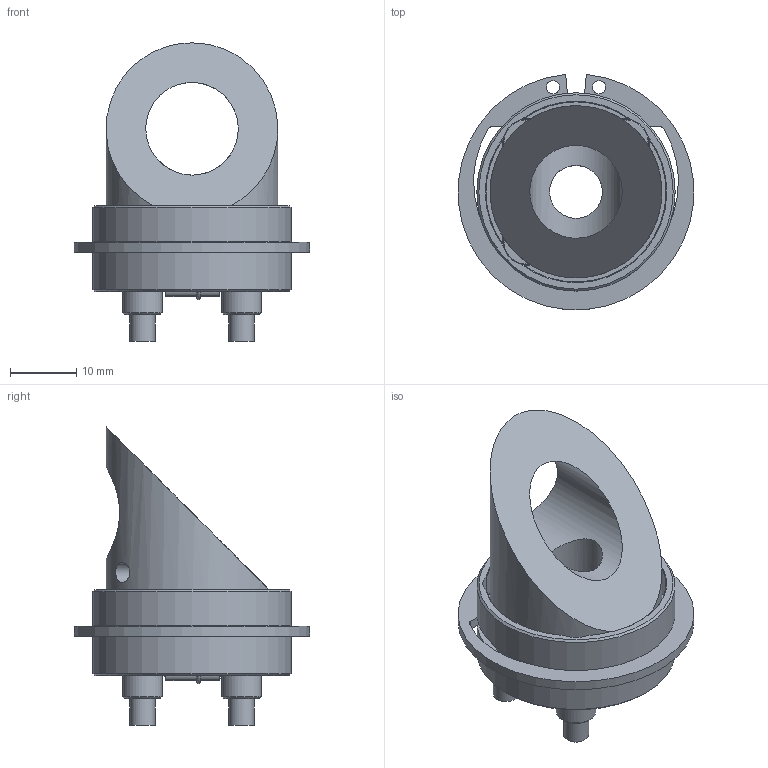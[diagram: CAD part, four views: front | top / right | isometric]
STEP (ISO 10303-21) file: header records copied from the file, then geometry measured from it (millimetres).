
FILE_DESCRIPTION(/* description */ (''),/* implementation_level */ '2;1');
FILE_NAME(/* name */ 'Adjustable_Mirror_Insert_30.stp',/* time_stamp */ '2018-08-27T10:07:41+02:00',/* author */ ('voigt'),/* organization */ (''),/* preprocessor_version */ 'ST-DEVELOPER v16.1',/* originating_system */ 'Autodesk Inventor 2016',/* authorisation */ '');
FILE_SCHEMA (('AUTOMOTIVE_DESIGN { 1 0 10303 214 3 1 1 }'));
Length unit declared in the file: millimetre
Products named in the file (21): 00015009; 00015009_1; 00026581; 00012396; 00026976; KUGEL D3; BUCHSEX0,15; 00026649; 00023611; 00015009_2; KUGEL D3_1; BUCHSEX0,15_1; 00026649_1; 00015009_3; 00023611_1; KUGEL D3_2; BUCHSEX0,15_2; 00026649_2; 00026981; BAUGRUPPE; Adjustable_Mirror_Insert_30
Assembly tree (20 placements, depth 4):
  Adjustable_Mirror_Insert_30
    BAUGRUPPE
      00015009
      00015009_1
      00026581
      00012396
      00026976
      00026649
        KUGEL D3
        BUCHSEX0,15
      00023611
      00015009_2
      00026649_1
        KUGEL D3_1
        BUCHSEX0,15_1
      00015009_3
      00023611_1
      00026649_2
        KUGEL D3_2
        BUCHSEX0,15_2
      00026981
Bounding box: 35.56 x 35.56 x 45.12 mm (x, y, z)
Volume: 11629.1 mm3; surface area: 10804.7 mm2
Topology: 19 solids, 19 shells, 218 faces, 531 edges, 343 vertices
Faces by surface type: plane 92, cylinder 65, cone 46, sphere 11, torus 4
Full cylindrical faces by diameter (mm): 0.5 x4, 1.5 x8, 2 x2, 2.98 x3, 3 x4, 3.816 x3, 4 x7, 4.5 x4, 6 x6, 7 x6, 8 x2, 14 x1, 26 x1, 28 x1, 30 x2
Entity records: 6772 total; most frequent: CARTESIAN_POINT 1310, DIRECTION 1094, ORIENTED_EDGE 762, AXIS2_PLACEMENT_3D 496, EDGE_CURVE 381, EDGE_LOOP 357, VERTEX_POINT 289, STYLED_ITEM 234
